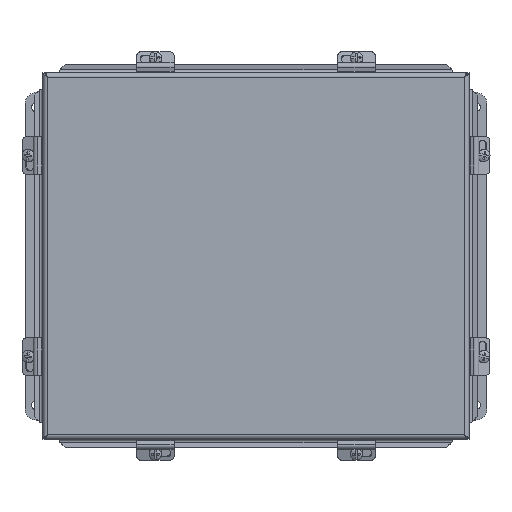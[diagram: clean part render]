
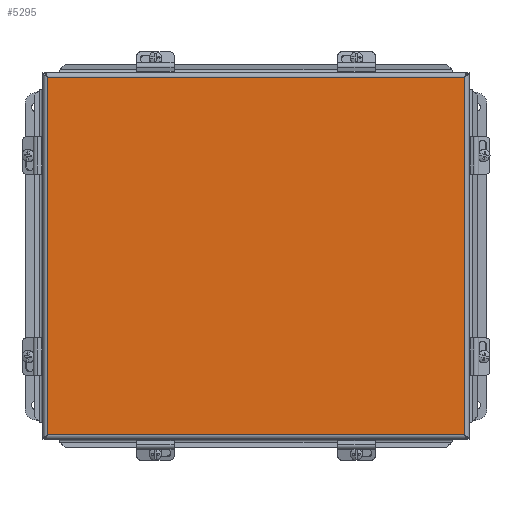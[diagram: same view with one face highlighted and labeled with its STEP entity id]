
A CAD part, top view. The second image highlights one B-rep face of the part: STEP entity #5295.
In plain terms, the highlighted face is planar.
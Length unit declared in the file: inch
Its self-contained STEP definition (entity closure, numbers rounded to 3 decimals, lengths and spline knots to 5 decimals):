
#691=PLANE('',#5872);
#924=LINE('',#8398,#1381);
#969=LINE('',#8680,#1426);
#1053=LINE('',#9076,#1510);
#1054=LINE('',#9078,#1511);
#1381=VECTOR('',#6638,0.3937);
#1426=VECTOR('',#6733,0.3937);
#1510=VECTOR('',#6967,0.3937);
#1511=VECTOR('',#6970,0.3937);
#1922=FACE_OUTER_BOUND('',#2247,.T.);
#2247=EDGE_LOOP('',(#4614,#4615,#4616,#4617));
#2697=VERTEX_POINT('',#8104);
#2734=VERTEX_POINT('',#8267);
#2762=VERTEX_POINT('',#8397);
#2782=VERTEX_POINT('',#8580);
#3267=EDGE_CURVE('',#2762,#2734,#924,.T.);
#3330=EDGE_CURVE('',#2697,#2782,#969,.T.);
#3442=EDGE_CURVE('',#2734,#2697,#1053,.T.);
#3443=EDGE_CURVE('',#2782,#2762,#1054,.T.);
#4614=ORIENTED_EDGE('',*,*,#3267,.T.);
#4615=ORIENTED_EDGE('',*,*,#3442,.T.);
#4616=ORIENTED_EDGE('',*,*,#3330,.T.);
#4617=ORIENTED_EDGE('',*,*,#3443,.T.);
#5295=ADVANCED_FACE('',(#1922),#691,.F.);
#5872=AXIS2_PLACEMENT_3D('',#9080,#6973,#6974);
#6638=DIRECTION('',(0.,-1.,0.));
#6733=DIRECTION('',(0.,1.,0.));
#6967=DIRECTION('',(-1.,0.,0.));
#6970=DIRECTION('',(1.,0.,0.));
#6973=DIRECTION('center_axis',(0.,0.,1.));
#6974=DIRECTION('ref_axis',(1.,0.,0.));
#8104=CARTESIAN_POINT('',(0.15275,0.15275,0.));
#8267=CARTESIAN_POINT('',(12.15975,0.15275,0.));
#8397=CARTESIAN_POINT('',(12.15975,14.15975,0.));
#8398=CARTESIAN_POINT('',(12.15975,10.658,0.));
#8580=CARTESIAN_POINT('',(0.15275,14.15975,0.));
#8680=CARTESIAN_POINT('',(0.15275,3.6545,0.));
#9076=CARTESIAN_POINT('',(9.158,0.15275,0.));
#9078=CARTESIAN_POINT('',(3.1545,14.15975,0.));
#9080=CARTESIAN_POINT('Origin',(6.15625,7.15625,0.));
